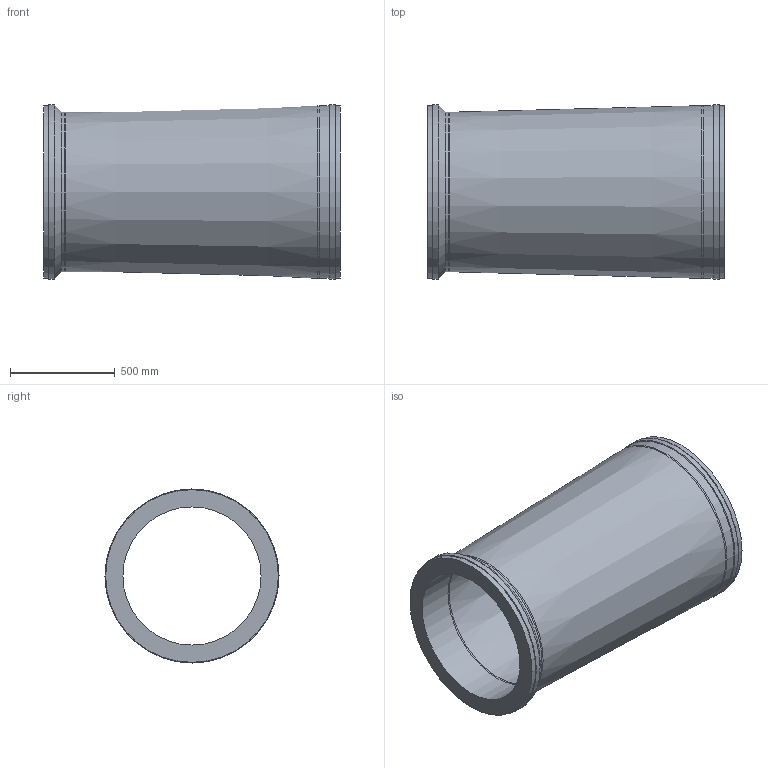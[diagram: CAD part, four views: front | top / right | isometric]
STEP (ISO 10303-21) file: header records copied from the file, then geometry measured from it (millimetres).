
FILE_DESCRIPTION(/* description */ ('28 1/2" ID x 26" ID x 2 1/16" WALL x 55 7/8" HCWI REDUCER, ASTM A532 CLASS III TYPE A, PF#(TBD)'),/* implementation_level */ '2;1');
FILE_NAME(/* name */ 'A1-19027-200-04 HCWi reducer - 1-21-20.stp',/* time_stamp */ '2020-01-21T12:04:47-07:00',/* author */ ('Graeme_Van_Dongen'),/* organization */ (''),/* preprocessor_version */ 'ST-DEVELOPER v16.5',/* originating_system */ 'Autodesk Inventor 2017',/* authorisation */ '');
FILE_SCHEMA (('AUTOMOTIVE_DESIGN { 1 0 10303 214 3 1 1 }'));
Length unit declared in the file: inch
Products named in the file (1): A1-19027-200-04 HCWi reducer
Bounding box: 1419 x 831.85 x 831.85 mm (x, y, z)
Volume: 179455103.8 mm3; surface area: 6997092.7 mm2
Topology: 1 solids, 1 shells, 22 faces, 44 edges, 26 vertices
Faces by surface type: cylinder 8, torus 4, plane 4, cone 4, bspline 2
Full cylindrical faces by diameter (mm): 660.4 x1, 723.9 x1, 762 x1, 824.992 x2, 825.5 x1, 831.85 x2
Entity records: 572 total; most frequent: CARTESIAN_POINT 133, DIRECTION 94, ORIENTED_EDGE 56, AXIS2_PLACEMENT_3D 47, EDGE_LOOP 42, EDGE_CURVE 28, CIRCLE 26, VERTEX_POINT 26
